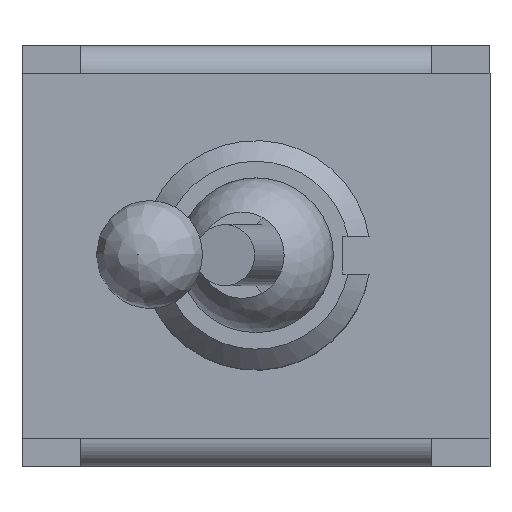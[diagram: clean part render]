
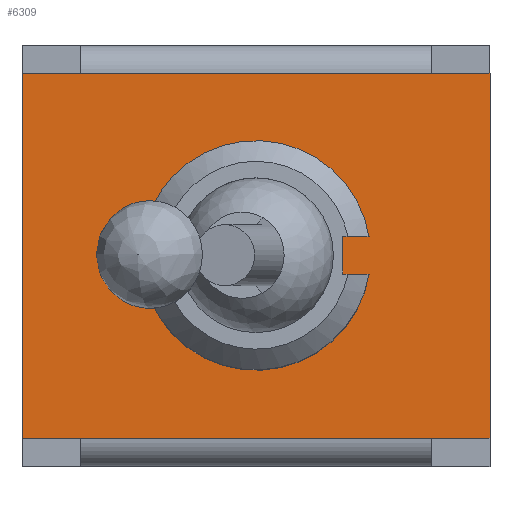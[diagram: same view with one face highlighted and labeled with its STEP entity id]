
A CAD part, top view. The second image highlights one B-rep face of the part: STEP entity #6309.
In plain terms, the highlighted planar face has unit normal (0, 0, 1).
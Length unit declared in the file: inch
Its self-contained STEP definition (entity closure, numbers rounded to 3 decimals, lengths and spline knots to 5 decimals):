
#27=FACE_BOUND('',#1002,.T.);
#180=PLANE('',#6848);
#628=FACE_OUTER_BOUND('',#1001,.T.);
#1001=EDGE_LOOP('',(#5152,#5153,#5154,#5155,#5156,#5157,#5158,#5159));
#1002=EDGE_LOOP('',(#5160,#5161,#5162,#5163));
#1490=LINE('',#9870,#2227);
#1494=LINE('',#9880,#2231);
#1496=LINE('',#9883,#2233);
#1497=LINE('',#9889,#2234);
#1498=LINE('',#9891,#2235);
#1499=LINE('',#9893,#2236);
#1500=LINE('',#9895,#2237);
#1501=LINE('',#9897,#2238);
#1502=LINE('',#9899,#2239);
#1503=LINE('',#9901,#2240);
#1504=LINE('',#9902,#2241);
#2227=VECTOR('',#8013,0.3937);
#2231=VECTOR('',#8023,0.3937);
#2233=VECTOR('',#8027,0.3937);
#2234=VECTOR('',#8034,0.3937);
#2235=VECTOR('',#8035,0.3937);
#2236=VECTOR('',#8036,0.3937);
#2237=VECTOR('',#8037,0.3937);
#2238=VECTOR('',#8038,0.3937);
#2239=VECTOR('',#8039,0.3937);
#2240=VECTOR('',#8040,0.3937);
#2241=VECTOR('',#8041,0.3937);
#2778=CIRCLE('',#6847,0.12244);
#3078=VERTEX_POINT('',#9867);
#3079=VERTEX_POINT('',#9869);
#3081=VERTEX_POINT('',#9877);
#3082=VERTEX_POINT('',#9879);
#3083=VERTEX_POINT('',#9887);
#3084=VERTEX_POINT('',#9888);
#3085=VERTEX_POINT('',#9890);
#3086=VERTEX_POINT('',#9892);
#3087=VERTEX_POINT('',#9894);
#3088=VERTEX_POINT('',#9896);
#3089=VERTEX_POINT('',#9898);
#3090=VERTEX_POINT('',#9900);
#3822=EDGE_CURVE('',#3079,#3078,#1490,.T.);
#3827=EDGE_CURVE('',#3082,#3081,#1494,.T.);
#3829=EDGE_CURVE('',#3081,#3079,#1496,.T.);
#3830=EDGE_CURVE('',#3078,#3082,#2778,.T.);
#3831=EDGE_CURVE('',#3083,#3084,#1497,.T.);
#3832=EDGE_CURVE('',#3084,#3085,#1498,.T.);
#3833=EDGE_CURVE('',#3085,#3086,#1499,.T.);
#3834=EDGE_CURVE('',#3087,#3086,#1500,.T.);
#3835=EDGE_CURVE('',#3088,#3087,#1501,.T.);
#3836=EDGE_CURVE('',#3088,#3089,#1502,.T.);
#3837=EDGE_CURVE('',#3089,#3090,#1503,.T.);
#3838=EDGE_CURVE('',#3083,#3090,#1504,.T.);
#5152=ORIENTED_EDGE('',*,*,#3831,.T.);
#5153=ORIENTED_EDGE('',*,*,#3832,.T.);
#5154=ORIENTED_EDGE('',*,*,#3833,.T.);
#5155=ORIENTED_EDGE('',*,*,#3834,.F.);
#5156=ORIENTED_EDGE('',*,*,#3835,.F.);
#5157=ORIENTED_EDGE('',*,*,#3836,.T.);
#5158=ORIENTED_EDGE('',*,*,#3837,.T.);
#5159=ORIENTED_EDGE('',*,*,#3838,.F.);
#5160=ORIENTED_EDGE('',*,*,#3827,.T.);
#5161=ORIENTED_EDGE('',*,*,#3829,.T.);
#5162=ORIENTED_EDGE('',*,*,#3822,.T.);
#5163=ORIENTED_EDGE('',*,*,#3830,.T.);
#6309=ADVANCED_FACE('',(#628,#27),#180,.T.);
#6847=AXIS2_PLACEMENT_3D('',#9885,#8030,#8031);
#6848=AXIS2_PLACEMENT_3D('',#9886,#8032,#8033);
#8013=DIRECTION('',(1.,0.,0.));
#8023=DIRECTION('',(-1.,0.,0.));
#8027=DIRECTION('',(0.,-1.,0.));
#8030=DIRECTION('center_axis',(0.,0.,
-1.));
#8031=DIRECTION('ref_axis',(0.986,0.164,0.));
#8032=DIRECTION('center_axis',(0.,0.,
1.));
#8033=DIRECTION('ref_axis',(1.,0.,0.));
#8034=DIRECTION('',(1.,0.,0.));
#8035=DIRECTION('',(1.,0.,0.));
#8036=DIRECTION('',(0.,1.,0.));
#8037=DIRECTION('',(1.,0.,0.));
#8038=DIRECTION('',(1.,0.,0.));
#8039=DIRECTION('',(-1.,0.,0.));
#8040=DIRECTION('',(0.,-1.,0.));
#8041=DIRECTION('',(-1.,0.,0.));
#9867=CARTESIAN_POINT('',(0.12078,-0.02008,0.35));
#9869=CARTESIAN_POINT('',(0.09283,-0.02008,0.35));
#9870=CARTESIAN_POINT('',(0.04642,-0.02008,0.35));
#9877=CARTESIAN_POINT('',(0.09283,0.02008,0.35));
#9879=CARTESIAN_POINT('',(0.12078,0.02008,0.35));
#9880=CARTESIAN_POINT('',(0.06039,0.02008,0.35));
#9883=CARTESIAN_POINT('',(0.09283,0.10758,0.35));
#9885=CARTESIAN_POINT('Origin',(0.,0.,
0.35));
#9886=CARTESIAN_POINT('Origin',(0.,0.19508,
0.35));
#9887=CARTESIAN_POINT('',(-0.18701,-0.19508,0.35));
#9888=CARTESIAN_POINT('',(0.18701,-0.19508,0.35));
#9889=CARTESIAN_POINT('',(0.,-0.19508,0.35));
#9890=CARTESIAN_POINT('',(0.25,-0.19508,0.35));
#9891=CARTESIAN_POINT('',(0.18701,-0.19508,0.35));
#9892=CARTESIAN_POINT('',(0.25,0.19508,0.35));
#9893=CARTESIAN_POINT('',(0.25,-0.19508,0.35));
#9894=CARTESIAN_POINT('',(0.18701,0.19508,0.35));
#9895=CARTESIAN_POINT('',(0.18701,0.19508,0.35));
#9896=CARTESIAN_POINT('',(-0.18701,0.19508,0.35));
#9897=CARTESIAN_POINT('',(0.,0.19508,0.35));
#9898=CARTESIAN_POINT('',(-0.25,0.19508,0.35));
#9899=CARTESIAN_POINT('',(-0.18701,0.19508,0.35));
#9900=CARTESIAN_POINT('',(-0.25,-0.19508,0.35));
#9901=CARTESIAN_POINT('',(-0.25,-0.19508,0.35));
#9902=CARTESIAN_POINT('',(-0.18701,-0.19508,0.35));
